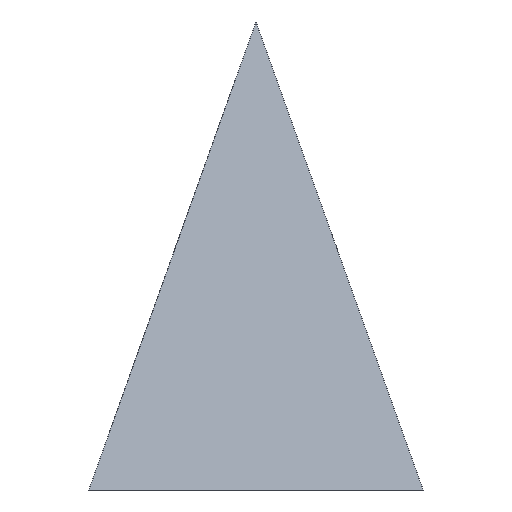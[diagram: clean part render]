
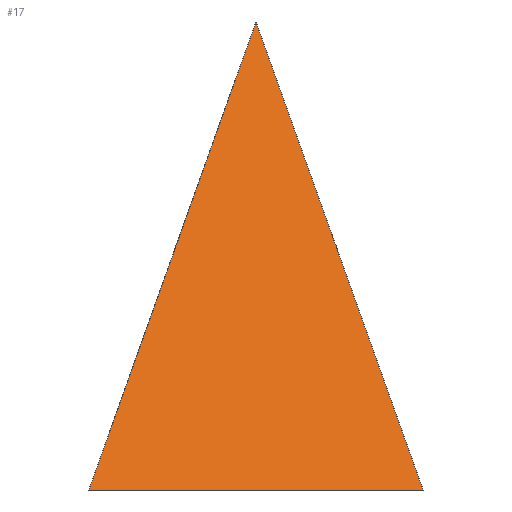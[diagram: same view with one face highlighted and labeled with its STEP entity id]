
A CAD part, front view. The second image highlights one B-rep face of the part: STEP entity #17.
In plain terms, the highlighted free-form (B-spline) face has degree [5, 1] with [6, 2] control points.
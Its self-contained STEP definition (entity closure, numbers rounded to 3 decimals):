
#17 = ADVANCED_FACE('',(#18),#32,.T.);
#18 = FACE_BOUND('',#19,.T.);
#19 = EDGE_LOOP('',(#20,#63,#96,#124));
#20 = ORIENTED_EDGE('',*,*,#21,.T.);
#21 = EDGE_CURVE('',#22,#24,#26,.T.);
#22 = VERTEX_POINT('',#23);
#23 = CARTESIAN_POINT('',(-25.,-25.,0.));
#24 = VERTEX_POINT('',#25);
#25 = CARTESIAN_POINT('',(25.,-25.,0.));
#26 = SURFACE_CURVE('',#27,(#31,#51),.PCURVE_S1.);
#27 = LINE('',#28,#29);
#28 = CARTESIAN_POINT('',(-25.,-25.,0.));
#29 = VECTOR('',#30,1.);
#30 = DIRECTION('',(1.,0.,0.));
#31 = PCURVE('',#32,#45);
#32 = B_SPLINE_SURFACE_WITH_KNOTS('',5,1,(
    (#33,#34)
    ,(#35,#36)
    ,(#37,#38)
    ,(#39,#40)
    ,(#41,#42)
    ,(#43,#44)),.UNSPECIFIED.,.F.,.F.,.F.,(6,6),(2,2),(0.,50.),(0.,1.),
  .PIECEWISE_BEZIER_KNOTS.);
#33 = CARTESIAN_POINT('',(-25.,-25.,0.));
#34 = CARTESIAN_POINT('',(-0.001,-0.001,70.));
#35 = CARTESIAN_POINT('',(-15.,-25.,0.));
#36 = CARTESIAN_POINT('',(0.,-0.001,70.));
#37 = CARTESIAN_POINT('',(-5.,-25.,0.));
#38 = CARTESIAN_POINT('',(0.,-0.001,70.));
#39 = CARTESIAN_POINT('',(5.,-25.,0.));
#40 = CARTESIAN_POINT('',(0.,-0.001,70.));
#41 = CARTESIAN_POINT('',(15.,-25.,0.));
#42 = CARTESIAN_POINT('',(0.,-0.001,70.));
#43 = CARTESIAN_POINT('',(25.,-25.,0.));
#44 = CARTESIAN_POINT('',(0.001,-0.001,70.));
#45 = DEFINITIONAL_REPRESENTATION('',(#46),#50);
#46 = LINE('',#47,#48);
#47 = CARTESIAN_POINT('',(0.,0.));
#48 = VECTOR('',#49,1.);
#49 = DIRECTION('',(1.,0.));
#50 = ( GEOMETRIC_REPRESENTATION_CONTEXT(2) 
PARAMETRIC_REPRESENTATION_CONTEXT() REPRESENTATION_CONTEXT('2D SPACE',''
  ) );
#51 = PCURVE('',#52,#57);
#52 = PLANE('',#53);
#53 = AXIS2_PLACEMENT_3D('',#54,#55,#56);
#54 = CARTESIAN_POINT('',(-25.,-25.,0.));
#55 = DIRECTION('',(0.,0.,-1.));
#56 = DIRECTION('',(0.707,0.707,0.));
#57 = DEFINITIONAL_REPRESENTATION('',(#58),#62);
#58 = LINE('',#59,#60);
#59 = CARTESIAN_POINT('',(0.,0.));
#60 = VECTOR('',#61,1.);
#61 = DIRECTION('',(0.707,0.707));
#62 = ( GEOMETRIC_REPRESENTATION_CONTEXT(2) 
PARAMETRIC_REPRESENTATION_CONTEXT() REPRESENTATION_CONTEXT('2D SPACE',''
  ) );
#63 = ORIENTED_EDGE('',*,*,#64,.T.);
#64 = EDGE_CURVE('',#24,#65,#67,.T.);
#65 = VERTEX_POINT('',#66);
#66 = CARTESIAN_POINT('',(0.001,-0.001,70.));
#67 = SURFACE_CURVE('',#68,(#71,#78),.PCURVE_S1.);
#68 = B_SPLINE_CURVE_WITH_KNOTS('',1,(#69,#70),.UNSPECIFIED.,.F.,.F.,(2,
    2),(0.,1.),.PIECEWISE_BEZIER_KNOTS.);
#69 = CARTESIAN_POINT('',(25.,-25.,0.));
#70 = CARTESIAN_POINT('',(0.001,-0.001,70.));
#71 = PCURVE('',#32,#72);
#72 = DEFINITIONAL_REPRESENTATION('',(#73),#77);
#73 = LINE('',#74,#75);
#74 = CARTESIAN_POINT('',(50.,0.));
#75 = VECTOR('',#76,1.);
#76 = DIRECTION('',(0.,1.));
#77 = ( GEOMETRIC_REPRESENTATION_CONTEXT(2) 
PARAMETRIC_REPRESENTATION_CONTEXT() REPRESENTATION_CONTEXT('2D SPACE',''
  ) );
#78 = PCURVE('',#79,#90);
#79 = B_SPLINE_SURFACE_WITH_KNOTS('',4,1,(
    (#80,#81)
    ,(#82,#83)
    ,(#84,#85)
    ,(#86,#87)
    ,(#88,#89)),.UNSPECIFIED.,.F.,.F.,.F.,(5,5),(2,2),(0.,25.),(0.,1.),
  .PIECEWISE_BEZIER_KNOTS.);
#80 = CARTESIAN_POINT('',(25.,-25.,0.));
#81 = CARTESIAN_POINT('',(0.001,-0.001,70.));
#82 = CARTESIAN_POINT('',(25.,-18.75,0.));
#83 = CARTESIAN_POINT('',(0.001,-0.001,70.));
#84 = CARTESIAN_POINT('',(25.,-12.5,0.));
#85 = CARTESIAN_POINT('',(0.001,0.,70.));
#86 = CARTESIAN_POINT('',(25.,-6.25,0.));
#87 = CARTESIAN_POINT('',(0.001,0.,70.));
#88 = CARTESIAN_POINT('',(25.,0.,0.));
#89 = CARTESIAN_POINT('',(0.001,0.,70.));
#90 = DEFINITIONAL_REPRESENTATION('',(#91),#95);
#91 = LINE('',#92,#93);
#92 = CARTESIAN_POINT('',(0.,0.));
#93 = VECTOR('',#94,1.);
#94 = DIRECTION('',(0.,1.));
#95 = ( GEOMETRIC_REPRESENTATION_CONTEXT(2) 
PARAMETRIC_REPRESENTATION_CONTEXT() REPRESENTATION_CONTEXT('2D SPACE',''
  ) );
#96 = ORIENTED_EDGE('',*,*,#97,.F.);
#97 = EDGE_CURVE('',#98,#65,#100,.T.);
#98 = VERTEX_POINT('',#99);
#99 = CARTESIAN_POINT('',(-0.001,-0.001,70.));
#100 = SURFACE_CURVE('',#101,(#106,#112),.PCURVE_S1.);
#101 = CIRCLE('',#102,0.001);
#102 = AXIS2_PLACEMENT_3D('',#103,#104,#105);
#103 = CARTESIAN_POINT('',(0.,0.,70.));
#104 = DIRECTION('',(0.,0.,1.));
#105 = DIRECTION('',(1.,0.,0.));
#106 = PCURVE('',#32,#107);
#107 = DEFINITIONAL_REPRESENTATION('',(#108),#111);
#108 = B_SPLINE_CURVE_WITH_KNOTS('',1,(#109,#110),.UNSPECIFIED.,.F.,.F.,
  (2,2),(3.927,5.498),.PIECEWISE_BEZIER_KNOTS.);
#109 = CARTESIAN_POINT('',(0.,1.));
#110 = CARTESIAN_POINT('',(50.,1.));
#111 = ( GEOMETRIC_REPRESENTATION_CONTEXT(2) 
PARAMETRIC_REPRESENTATION_CONTEXT() REPRESENTATION_CONTEXT('2D SPACE',''
  ) );
#112 = PCURVE('',#113,#118);
#113 = PLANE('',#114);
#114 = AXIS2_PLACEMENT_3D('',#115,#116,#117);
#115 = CARTESIAN_POINT('',(0.,0.,70.));
#116 = DIRECTION('',(0.,0.,1.));
#117 = DIRECTION('',(1.,0.,0.));
#118 = DEFINITIONAL_REPRESENTATION('',(#119),#123);
#119 = CIRCLE('',#120,0.001);
#120 = AXIS2_PLACEMENT_2D('',#121,#122);
#121 = CARTESIAN_POINT('',(0.,0.));
#122 = DIRECTION('',(1.,0.));
#123 = ( GEOMETRIC_REPRESENTATION_CONTEXT(2) 
PARAMETRIC_REPRESENTATION_CONTEXT() REPRESENTATION_CONTEXT('2D SPACE',''
  ) );
#124 = ORIENTED_EDGE('',*,*,#125,.F.);
#125 = EDGE_CURVE('',#22,#98,#126,.T.);
#126 = SURFACE_CURVE('',#127,(#130,#137),.PCURVE_S1.);
#127 = B_SPLINE_CURVE_WITH_KNOTS('',1,(#128,#129),.UNSPECIFIED.,.F.,.F.,
  (2,2),(0.,1.),.PIECEWISE_BEZIER_KNOTS.);
#128 = CARTESIAN_POINT('',(-25.,-25.,0.));
#129 = CARTESIAN_POINT('',(-0.001,-0.001,70.)
  );
#130 = PCURVE('',#32,#131);
#131 = DEFINITIONAL_REPRESENTATION('',(#132),#136);
#132 = LINE('',#133,#134);
#133 = CARTESIAN_POINT('',(0.,0.));
#134 = VECTOR('',#135,1.);
#135 = DIRECTION('',(0.,1.));
#136 = ( GEOMETRIC_REPRESENTATION_CONTEXT(2) 
PARAMETRIC_REPRESENTATION_CONTEXT() REPRESENTATION_CONTEXT('2D SPACE',''
  ) );
#137 = PCURVE('',#138,#151);
#138 = B_SPLINE_SURFACE_WITH_KNOTS('',5,1,(
    (#139,#140)
    ,(#141,#142)
    ,(#143,#144)
    ,(#145,#146)
    ,(#147,#148)
    ,(#149,#150
  )),.UNSPECIFIED.,.F.,.F.,.F.,(6,6),(2,2),(0.,50.),(0.,1.),
  .PIECEWISE_BEZIER_KNOTS.);
#139 = CARTESIAN_POINT('',(-25.,25.,0.));
#140 = CARTESIAN_POINT('',(-0.001,0.001,70.));
#141 = CARTESIAN_POINT('',(-25.,15.,0.));
#142 = CARTESIAN_POINT('',(-0.001,0.,70.));
#143 = CARTESIAN_POINT('',(-25.,5.,0.));
#144 = CARTESIAN_POINT('',(-0.001,0.,70.));
#145 = CARTESIAN_POINT('',(-25.,-5.,0.));
#146 = CARTESIAN_POINT('',(-0.001,0.,70.)
  );
#147 = CARTESIAN_POINT('',(-25.,-15.,0.));
#148 = CARTESIAN_POINT('',(-0.001,0.,70.)
  );
#149 = CARTESIAN_POINT('',(-25.,-25.,0.));
#150 = CARTESIAN_POINT('',(-0.001,-0.001,70.)
  );
#151 = DEFINITIONAL_REPRESENTATION('',(#152),#156);
#152 = LINE('',#153,#154);
#153 = CARTESIAN_POINT('',(50.,0.));
#154 = VECTOR('',#155,1.);
#155 = DIRECTION('',(0.,1.));
#156 = ( GEOMETRIC_REPRESENTATION_CONTEXT(2) 
PARAMETRIC_REPRESENTATION_CONTEXT() REPRESENTATION_CONTEXT('2D SPACE',''
  ) );
